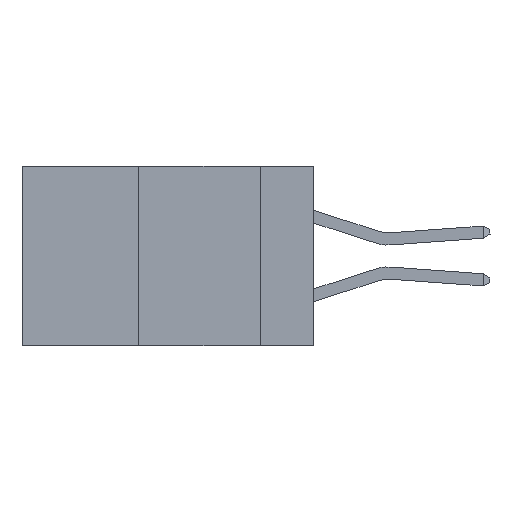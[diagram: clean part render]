
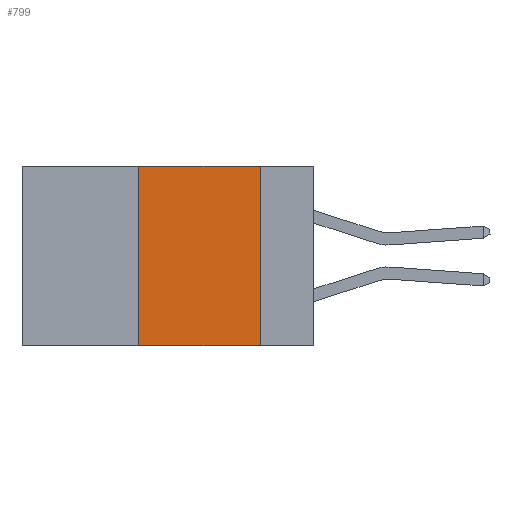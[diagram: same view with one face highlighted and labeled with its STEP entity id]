
A CAD part, left-side view. The second image highlights one B-rep face of the part: STEP entity #799.
In plain terms, the highlighted planar face has unit normal (-1, 0, 0).
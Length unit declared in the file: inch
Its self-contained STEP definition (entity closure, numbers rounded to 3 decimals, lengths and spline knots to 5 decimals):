
#227 = CARTESIAN_POINT ( 'NONE',  ( 0., 0.11, -0.37 ) ) ;
#231 = CARTESIAN_POINT ( 'NONE',  ( 0., 0.11, 0. ) ) ;
#567 = DIRECTION ( 'NONE',  ( 0., -1., 0. ) ) ;
#741 = LINE ( 'NONE', #10978, #15136 ) ;
#799 = ADVANCED_FACE ( 'NONE', ( #9339 ), #8233, .F. ) ;
#1120 = ORIENTED_EDGE ( 'NONE', *, *, #13445, .F. ) ;
#1149 = AXIS2_PLACEMENT_3D ( 'NONE', #15840, #5687, #10598 ) ;
#1841 = DIRECTION ( 'NONE',  ( 0., 0., 1. ) ) ;
#2113 = EDGE_CURVE ( 'NONE', #9449, #3409, #4102, .T. ) ;
#2587 = DIRECTION ( 'NONE',  ( 0., -1., 0. ) ) ;
#3108 = LINE ( 'NONE', #13442, #3288 ) ;
#3288 = VECTOR ( 'NONE', #1841, 39.37008 ) ;
#3409 = VERTEX_POINT ( 'NONE', #227 ) ;
#4102 = LINE ( 'NONE', #14441, #14321 ) ;
#5687 = DIRECTION ( 'NONE',  ( 1., 0., 0. ) ) ;
#6913 = DIRECTION ( 'NONE',  ( 0., 0., -1. ) ) ;
#8233 = PLANE ( 'NONE',  #1149 ) ;
#9339 = FACE_OUTER_BOUND ( 'NONE', #15587, .T. ) ;
#9449 = VERTEX_POINT ( 'NONE', #11880 ) ;
#9743 = VECTOR ( 'NONE', #6913, 39.37008 ) ;
#10598 = DIRECTION ( 'NONE',  ( 0., 0., -1. ) ) ;
#10848 = ORIENTED_EDGE ( 'NONE', *, *, #2113, .T. ) ;
#10978 = CARTESIAN_POINT ( 'NONE',  ( 0., 0.6, 0. ) ) ;
#11831 = LINE ( 'NONE', #231, #9743 ) ;
#11880 = CARTESIAN_POINT ( 'NONE',  ( 0., 0.36, -0.37 ) ) ;
#13306 = ORIENTED_EDGE ( 'NONE', *, *, #14088, .F. ) ;
#13323 = EDGE_CURVE ( 'NONE', #13511, #3409, #11831, .T. ) ;
#13442 = CARTESIAN_POINT ( 'NONE',  ( 0., 0.36, 0. ) ) ;
#13445 = EDGE_CURVE ( 'NONE', #15085, #13511, #741, .T. ) ;
#13511 = VERTEX_POINT ( 'NONE', #15019 ) ;
#14088 = EDGE_CURVE ( 'NONE', #9449, #15085, #3108, .T. ) ;
#14226 = ORIENTED_EDGE ( 'NONE', *, *, #13323, .F. ) ;
#14321 = VECTOR ( 'NONE', #2587, 39.37008 ) ;
#14441 = CARTESIAN_POINT ( 'NONE',  ( 0., 0.6, -0.37 ) ) ;
#15019 = CARTESIAN_POINT ( 'NONE',  ( 0., 0.11, 0. ) ) ;
#15085 = VERTEX_POINT ( 'NONE', #16232 ) ;
#15136 = VECTOR ( 'NONE', #567, 39.37008 ) ;
#15587 = EDGE_LOOP ( 'NONE', ( #14226, #1120, #13306, #10848 ) ) ;
#15840 = CARTESIAN_POINT ( 'NONE',  ( 0., 0.6, 0. ) ) ;
#16232 = CARTESIAN_POINT ( 'NONE',  ( 0., 0.36, 0. ) ) ;
